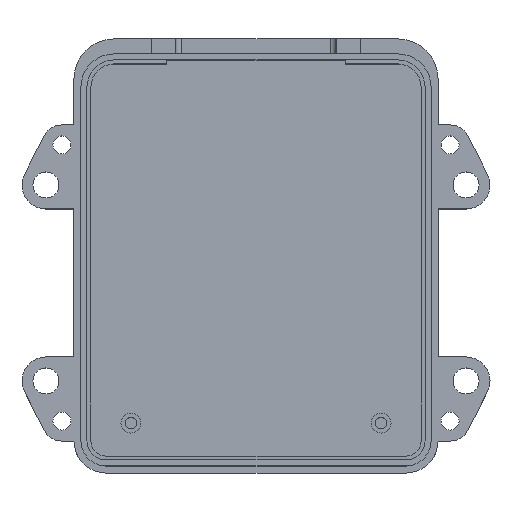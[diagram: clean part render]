
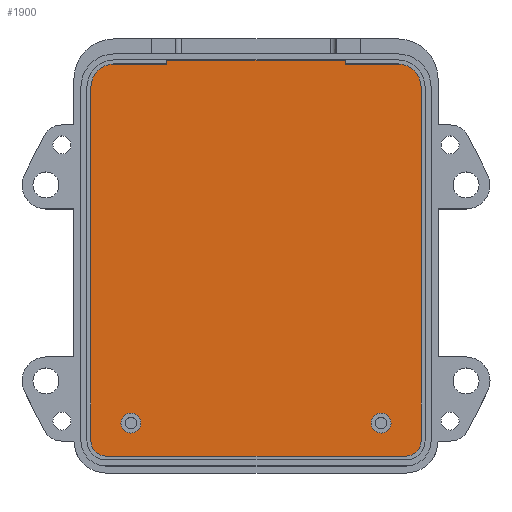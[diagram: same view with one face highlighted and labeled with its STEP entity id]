
A CAD part, top view. The second image highlights one B-rep face of the part: STEP entity #1900.
In plain terms, the highlighted planar face has unit normal (0, 0, 1).
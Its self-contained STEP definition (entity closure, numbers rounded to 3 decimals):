
#64=FACE_BOUND('',#278,.T.);
#65=FACE_BOUND('',#279,.T.);
#88=PLANE('',#2051);
#161=FACE_OUTER_BOUND('',#277,.T.);
#277=EDGE_LOOP('',(#1442,#1443,#1444,#1445,#1446,#1447,#1448,#1449,#1450,
#1451,#1452,#1453));
#278=EDGE_LOOP('',(#1454));
#279=EDGE_LOOP('',(#1455));
#424=LINE('',#2934,#622);
#425=LINE('',#2936,#623);
#426=LINE('',#2938,#624);
#427=LINE('',#2940,#625);
#428=LINE('',#2942,#626);
#429=LINE('',#2946,#627);
#430=LINE('',#2950,#628);
#431=LINE('',#2954,#629);
#622=VECTOR('',#2348,10.);
#623=VECTOR('',#2349,10.);
#624=VECTOR('',#2350,10.);
#625=VECTOR('',#2351,10.);
#626=VECTOR('',#2352,10.);
#627=VECTOR('',#2355,10.);
#628=VECTOR('',#2358,10.);
#629=VECTOR('',#2361,10.);
#799=CIRCLE('',#2049,2.5);
#800=CIRCLE('',#2052,5.75);
#801=CIRCLE('',#2053,3.75);
#802=CIRCLE('',#2054,3.75);
#803=CIRCLE('',#2055,5.75);
#804=CIRCLE('',#2056,2.5);
#915=VERTEX_POINT('',#2927);
#916=VERTEX_POINT('',#2932);
#917=VERTEX_POINT('',#2933);
#918=VERTEX_POINT('',#2935);
#919=VERTEX_POINT('',#2937);
#920=VERTEX_POINT('',#2939);
#921=VERTEX_POINT('',#2941);
#922=VERTEX_POINT('',#2943);
#923=VERTEX_POINT('',#2945);
#924=VERTEX_POINT('',#2947);
#925=VERTEX_POINT('',#2949);
#926=VERTEX_POINT('',#2951);
#927=VERTEX_POINT('',#2953);
#928=VERTEX_POINT('',#2956);
#1117=EDGE_CURVE('',#915,#915,#799,.T.);
#1118=EDGE_CURVE('',#916,#917,#424,.T.);
#1119=EDGE_CURVE('',#918,#917,#425,.T.);
#1120=EDGE_CURVE('',#918,#919,#426,.T.);
#1121=EDGE_CURVE('',#919,#920,#427,.T.);
#1122=EDGE_CURVE('',#920,#921,#428,.T.);
#1123=EDGE_CURVE('',#921,#922,#800,.T.);
#1124=EDGE_CURVE('',#922,#923,#429,.T.);
#1125=EDGE_CURVE('',#923,#924,#801,.T.);
#1126=EDGE_CURVE('',#924,#925,#430,.T.);
#1127=EDGE_CURVE('',#925,#926,#802,.T.);
#1128=EDGE_CURVE('',#926,#927,#431,.T.);
#1129=EDGE_CURVE('',#927,#916,#803,.T.);
#1130=EDGE_CURVE('',#928,#928,#804,.T.);
#1442=ORIENTED_EDGE('',*,*,#1118,.T.);
#1443=ORIENTED_EDGE('',*,*,#1119,.F.);
#1444=ORIENTED_EDGE('',*,*,#1120,.T.);
#1445=ORIENTED_EDGE('',*,*,#1121,.T.);
#1446=ORIENTED_EDGE('',*,*,#1122,.T.);
#1447=ORIENTED_EDGE('',*,*,#1123,.T.);
#1448=ORIENTED_EDGE('',*,*,#1124,.T.);
#1449=ORIENTED_EDGE('',*,*,#1125,.T.);
#1450=ORIENTED_EDGE('',*,*,#1126,.T.);
#1451=ORIENTED_EDGE('',*,*,#1127,.T.);
#1452=ORIENTED_EDGE('',*,*,#1128,.T.);
#1453=ORIENTED_EDGE('',*,*,#1129,.T.);
#1454=ORIENTED_EDGE('',*,*,#1130,.T.);
#1455=ORIENTED_EDGE('',*,*,#1117,.T.);
#1900=ADVANCED_FACE('',(#161,#64,#65),#88,.F.);
#2049=AXIS2_PLACEMENT_3D('',#2929,#2342,#2343);
#2051=AXIS2_PLACEMENT_3D('',#2931,#2346,#2347);
#2052=AXIS2_PLACEMENT_3D('',#2944,#2353,#2354);
#2053=AXIS2_PLACEMENT_3D('',#2948,#2356,#2357);
#2054=AXIS2_PLACEMENT_3D('',#2952,#2359,#2360);
#2055=AXIS2_PLACEMENT_3D('',#2955,#2362,#2363);
#2056=AXIS2_PLACEMENT_3D('',#2957,#2364,#2365);
#2342=DIRECTION('center_axis',(0.,0.,-1.));
#2343=DIRECTION('ref_axis',(-1.,0.,0.));
#2346=DIRECTION('center_axis',(0.,0.,-1.));
#2347=DIRECTION('ref_axis',(-1.,0.,0.));
#2348=DIRECTION('',(-1.,0.,0.));
#2349=DIRECTION('',(0.,-1.,0.));
#2350=DIRECTION('',(-1.,0.,0.));
#2351=DIRECTION('',(0.,-1.,0.));
#2352=DIRECTION('',(-1.,0.,0.));
#2353=DIRECTION('center_axis',(0.,0.,1.));
#2354=DIRECTION('ref_axis',(0.,1.,0.));
#2355=DIRECTION('',(0.,-1.,0.));
#2356=DIRECTION('center_axis',(0.,0.,1.));
#2357=DIRECTION('ref_axis',(-1.,0.,0.));
#2358=DIRECTION('',(1.,0.,0.));
#2359=DIRECTION('center_axis',(0.,0.,1.));
#2360=DIRECTION('ref_axis',(0.,-1.,0.));
#2361=DIRECTION('',(0.,1.,0.));
#2362=DIRECTION('center_axis',(0.,0.,1.));
#2363=DIRECTION('ref_axis',(1.,0.,0.));
#2364=DIRECTION('center_axis',(0.,0.,-1.));
#2365=DIRECTION('ref_axis',(-1.,0.,0.));
#2927=CARTESIAN_POINT('',(-28.75,-40.75,-4.));
#2929=CARTESIAN_POINT('Origin',(-31.25,-40.75,-4.));
#2931=CARTESIAN_POINT('Origin',(0.,1.,-4.));
#2932=CARTESIAN_POINT('',(35.5,49.,-4.));
#2933=CARTESIAN_POINT('',(22.25,49.,-4.));
#2934=CARTESIAN_POINT('',(-35.5,49.,-4.));
#2935=CARTESIAN_POINT('',(22.25,50.,-4.));
#2936=CARTESIAN_POINT('',(22.25,50.,-4.));
#2937=CARTESIAN_POINT('',(-22.25,50.,-4.));
#2938=CARTESIAN_POINT('',(-11.125,50.,-4.));
#2939=CARTESIAN_POINT('',(-22.25,49.,-4.));
#2940=CARTESIAN_POINT('',(-22.25,50.,-4.));
#2941=CARTESIAN_POINT('',(-35.5,49.,-4.));
#2942=CARTESIAN_POINT('',(-35.5,49.,-4.));
#2943=CARTESIAN_POINT('',(-41.25,43.25,-4.));
#2944=CARTESIAN_POINT('Origin',(-35.5,43.25,-4.));
#2945=CARTESIAN_POINT('',(-41.25,-45.25,-4.));
#2946=CARTESIAN_POINT('',(-41.25,-45.25,-4.));
#2947=CARTESIAN_POINT('',(-37.5,-49.,-4.));
#2948=CARTESIAN_POINT('Origin',(-37.5,-45.25,-4.));
#2949=CARTESIAN_POINT('',(37.5,-49.,-4.));
#2950=CARTESIAN_POINT('',(37.5,-49.,-4.));
#2951=CARTESIAN_POINT('',(41.25,-45.25,-4.));
#2952=CARTESIAN_POINT('Origin',(37.5,-45.25,-4.));
#2953=CARTESIAN_POINT('',(41.25,43.25,-4.));
#2954=CARTESIAN_POINT('',(41.25,43.25,-4.));
#2955=CARTESIAN_POINT('Origin',(35.5,43.25,-4.));
#2956=CARTESIAN_POINT('',(33.75,-40.75,-4.));
#2957=CARTESIAN_POINT('Origin',(31.25,-40.75,-4.));
